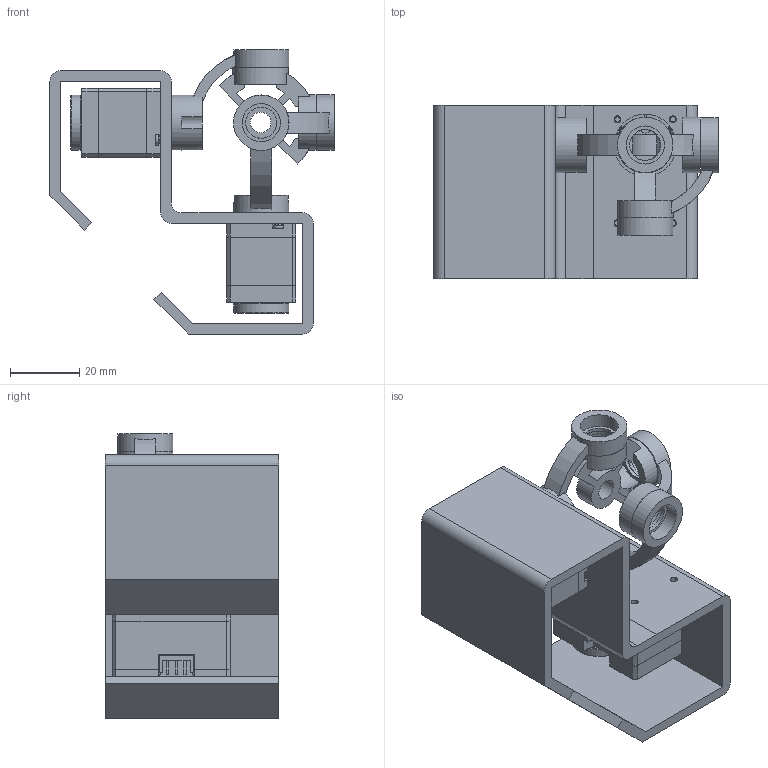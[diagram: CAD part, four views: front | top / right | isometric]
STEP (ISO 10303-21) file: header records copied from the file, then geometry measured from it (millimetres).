
FILE_DESCRIPTION(/* description */ (''),/* implementation_level */ '2;1');
FILE_NAME(/* name */ 'Assembly v11.step',/* time_stamp */ '2025-10-28T21:47:57-04:00',/* author */ (''),/* organization */ (''),/* preprocessor_version */ 'ST-DEVELOPER v20.1',/* originating_system */ 'Autodesk Translation Framework v14.17.0.0',/* authorisation */ '');
FILE_SCHEMA (('AUTOMOTIVE_DESIGN { 1 0 10303 214 3 1 1 }'));
Length unit declared in the file: millimetre
Products named in the file (27): DC15_A01_DUMMY_ASSY_IDLE_ASM; DC15_A01_CASE_M_DUMMY; DC15_A01_CASE_F_DUMMY; DC15_A01_CASE_B_DUMMY; DC15_A01_HORN_DUMMY; DC15_A01_LED_CAP2_DUMMY; PHS_1_7X20_5_DC10; DC15_A01_HORN_IDLE2_DUMMY; DC15_A01_IDLE_CAP_DUMMY; BTS2_M2_6X8; B3B-EH; servoframe; laser mount; servo arm 1; servo arm 3; servo arm 2; DC15_A01_DUMMY_ASSY_IDLE_ASM_1; DC15_A01_CASE_M_DUMMY_1; DC15_A01_CASE_F_DUMMY_1; DC15_A01_CASE_B_DUMMY_1; DC15_A01_HORN_DUMMY_1; DC15_A01_LED_CAP2_DUMMY_1; PHS_1_7X20_5_DC10_1; DC15_A01_HORN_IDLE2_DUMMY_1; DC15_A01_IDLE_CAP_DUMMY_1; BTS2_M2_6X8_1; B3B-EH_1
Assembly tree (36 placements, depth 3):
  DC15_A01_DUMMY_ASSY_IDLE_ASM
    DC15_A01_CASE_M_DUMMY
    DC15_A01_CASE_F_DUMMY
    DC15_A01_CASE_B_DUMMY
    DC15_A01_HORN_DUMMY
    DC15_A01_LED_CAP2_DUMMY
    PHS_1_7X20_5_DC10  x4
    BTS2_M2_6X8  x2
    DC15_A01_HORN_IDLE2_DUMMY
    DC15_A01_IDLE_CAP_DUMMY
    B3B-EH  x2
    servoframe
    laser mount
    servo arm 1
    servo arm 3
    servo arm 2
    DC15_A01_DUMMY_ASSY_IDLE_ASM_1
      DC15_A01_CASE_M_DUMMY_1
      DC15_A01_CASE_F_DUMMY_1
      DC15_A01_CASE_B_DUMMY_1
      DC15_A01_HORN_DUMMY_1
      DC15_A01_LED_CAP2_DUMMY_1
      PHS_1_7X20_5_DC10_1  x4
      BTS2_M2_6X8_1  x2
      DC15_A01_HORN_IDLE2_DUMMY_1
      DC15_A01_IDLE_CAP_DUMMY_1
      B3B-EH_1  x2
Bounding box: 82.02 x 50 x 82 mm (x, y, z)
Volume: 73336.5 mm3; surface area: 55148.4 mm2
Topology: 35 solids, 47 shells, 1423 faces, 3619 edges, 2368 vertices
Faces by surface type: plane 971, cylinder 360, cone 60, torus 20, sphere 12
Full cylindrical faces by diameter (mm): 1.4 x24, 1.6 x32, 1.7 x8, 1.8 x8, 2 x33, 2.15 x4, 2.2 x4, 2.6 x4, 2.8 x2, 4.8 x2, 5 x8, 5.2 x2, 5.6 x4, 6 x5, 6.5 x2, 6.7 x2, 6.8 x2, 7.2 x2, 7.8 x2, 9 x6, 10 x4, 11 x6, 14 x4, 16 x10, 18 x2
Entity records: 34547 total; most frequent: CARTESIAN_POINT 6244, DIRECTION 5759, ORIENTED_EDGE 5590, EDGE_CURVE 2799, LINE 2019, VECTOR 2019, AXIS2_PLACEMENT_3D 1870, VERTEX_POINT 1822
